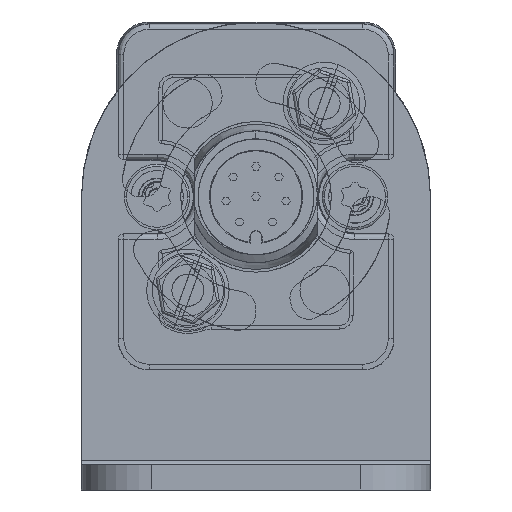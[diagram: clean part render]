
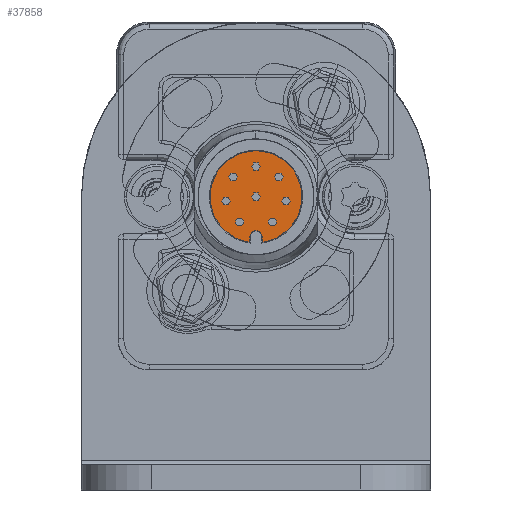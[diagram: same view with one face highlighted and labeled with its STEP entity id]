
A CAD part, left-side view. The second image highlights one B-rep face of the part: STEP entity #37858.
In plain terms, the highlighted planar face has unit normal (-1, 0, 0).
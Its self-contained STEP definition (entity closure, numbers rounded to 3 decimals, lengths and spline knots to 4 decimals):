
#19014=CARTESIAN_POINT('',(-219.6942,-8.095,3.0572));
#19021=CARTESIAN_POINT('',(-219.6942,-7.515,7.217));
#19022=DIRECTION('',(-1.,0.,0.));
#19023=DIRECTION('',(0.,-0.138,-0.99));
#19024=AXIS2_PLACEMENT_3D('',#19021,#19022,#19023);
#19026=CARTESIAN_POINT('',(-219.6942,-6.935,3.0572));
#19033=DIRECTION('',(0.,0.,-1.));
#19034=VECTOR('',#19033,0.5298);
#19035=CARTESIAN_POINT('',(-219.6942,-6.935,3.587));
#19036=LINE('',#19035,#19034);
#19037=DIRECTION('',(0.,0.,1.));
#19038=VECTOR('',#19037,0.5298);
#19039=CARTESIAN_POINT('',(-219.6942,-8.095,3.0572));
#19040=LINE('',#19039,#19038);
#19041=CARTESIAN_POINT('',(-219.6942,-7.515,3.587));
#19042=DIRECTION('',(-1.,0.,0.));
#19043=DIRECTION('',(0.,-1.,0.));
#19044=AXIS2_PLACEMENT_3D('',#19041,#19042,#19043);
#19046=CARTESIAN_POINT('',(-219.6942,-6.0173,4.9107));
#19047=DIRECTION('',(-1.,0.,0.));
#19048=DIRECTION('',(0.,1.,0.));
#19049=AXIS2_PLACEMENT_3D('',#19046,#19047,#19048);
#19051=CARTESIAN_POINT('',(-219.6942,-6.0173,4.9107));
#19052=DIRECTION('',(-1.,0.,0.));
#19053=DIRECTION('',(0.,-1.,0.));
#19054=AXIS2_PLACEMENT_3D('',#19051,#19052,#19053);
#19056=CARTESIAN_POINT('',(-219.6942,-4.7918,6.8343));
#19057=DIRECTION('',(-1.,0.,0.));
#19058=DIRECTION('',(0.,1.,0.));
#19059=AXIS2_PLACEMENT_3D('',#19056,#19057,#19058);
#19061=CARTESIAN_POINT('',(-219.6942,-4.7918,6.8343));
#19062=DIRECTION('',(-1.,0.,0.));
#19063=DIRECTION('',(0.,-1.,0.));
#19064=AXIS2_PLACEMENT_3D('',#19061,#19062,#19063);
#19066=CARTESIAN_POINT('',(-219.6942,-5.4396,9.0212));
#19067=DIRECTION('',(-1.,0.,0.));
#19068=DIRECTION('',(0.,1.,0.));
#19069=AXIS2_PLACEMENT_3D('',#19066,#19067,#19068);
#19071=CARTESIAN_POINT('',(-219.6942,-5.4396,9.0212));
#19072=DIRECTION('',(-1.,0.,0.));
#19073=DIRECTION('',(0.,-1.,0.));
#19074=AXIS2_PLACEMENT_3D('',#19071,#19072,#19073);
#19076=CARTESIAN_POINT('',(-219.6942,-9.0128,4.9107));
#19077=DIRECTION('',(-1.,0.,0.));
#19078=DIRECTION('',(0.,1.,0.));
#19079=AXIS2_PLACEMENT_3D('',#19076,#19077,#19078);
#19081=CARTESIAN_POINT('',(-219.6942,-9.0128,4.9107));
#19082=DIRECTION('',(-1.,0.,0.));
#19083=DIRECTION('',(0.,-1.,0.));
#19084=AXIS2_PLACEMENT_3D('',#19081,#19082,#19083);
#19086=CARTESIAN_POINT('',(-219.6942,-10.2383,6.8343));
#19087=DIRECTION('',(-1.,0.,0.));
#19088=DIRECTION('',(0.,1.,0.));
#19089=AXIS2_PLACEMENT_3D('',#19086,#19087,#19088);
#19091=CARTESIAN_POINT('',(-219.6942,-10.2383,6.8343));
#19092=DIRECTION('',(-1.,0.,0.));
#19093=DIRECTION('',(0.,-1.,0.));
#19094=AXIS2_PLACEMENT_3D('',#19091,#19092,#19093);
#19096=CARTESIAN_POINT('',(-219.6942,-7.515,9.967));
#19097=DIRECTION('',(-1.,0.,0.));
#19098=DIRECTION('',(0.,1.,0.));
#19099=AXIS2_PLACEMENT_3D('',#19096,#19097,#19098);
#19101=CARTESIAN_POINT('',(-219.6942,-7.515,9.967));
#19102=DIRECTION('',(-1.,0.,0.));
#19103=DIRECTION('',(0.,-1.,0.));
#19104=AXIS2_PLACEMENT_3D('',#19101,#19102,#19103);
#19106=CARTESIAN_POINT('',(-219.6942,-7.515,7.217));
#19107=DIRECTION('',(-1.,0.,0.));
#19108=DIRECTION('',(0.,1.,0.));
#19109=AXIS2_PLACEMENT_3D('',#19106,#19107,#19108);
#19111=CARTESIAN_POINT('',(-219.6942,-7.515,7.217));
#19112=DIRECTION('',(-1.,0.,0.));
#19113=DIRECTION('',(0.,-1.,0.));
#19114=AXIS2_PLACEMENT_3D('',#19111,#19112,#19113);
#19116=CARTESIAN_POINT('',(-219.6942,-9.5905,9.0212));
#19117=DIRECTION('',(-1.,0.,0.));
#19118=DIRECTION('',(0.,1.,0.));
#19119=AXIS2_PLACEMENT_3D('',#19116,#19117,#19118);
#19121=CARTESIAN_POINT('',(-219.6942,-9.5905,9.0212));
#19122=DIRECTION('',(-1.,0.,0.));
#19123=DIRECTION('',(0.,-1.,0.));
#19124=AXIS2_PLACEMENT_3D('',#19121,#19122,#19123);
#20504=CARTESIAN_POINT('',(-219.6942,-5.6173,4.9107));
#20505=CARTESIAN_POINT('',(-219.6942,-6.4173,4.9107));
#20506=VERTEX_POINT('',#20504);
#20507=VERTEX_POINT('',#20505);
#20508=CARTESIAN_POINT('',(-219.6942,-4.3918,6.8343));
#20509=CARTESIAN_POINT('',(-219.6942,-5.1918,6.8343));
#20510=VERTEX_POINT('',#20508);
#20511=VERTEX_POINT('',#20509);
#20512=CARTESIAN_POINT('',(-219.6942,-5.0396,9.0212));
#20513=CARTESIAN_POINT('',(-219.6942,-5.8396,9.0212));
#20514=VERTEX_POINT('',#20512);
#20515=VERTEX_POINT('',#20513);
#20666=VERTEX_POINT('',#19026);
#20668=VERTEX_POINT('',#19014);
#20674=CARTESIAN_POINT('',(-219.6942,-6.935,3.587));
#20675=VERTEX_POINT('',#20674);
#20676=CARTESIAN_POINT('',(-219.6942,-8.095,3.587));
#20677=VERTEX_POINT('',#20676);
#20678=CARTESIAN_POINT('',(-219.6942,-7.115,9.967));
#20679=CARTESIAN_POINT('',(-219.6942,-7.915,9.967));
#20680=VERTEX_POINT('',#20678);
#20681=VERTEX_POINT('',#20679);
#20682=CARTESIAN_POINT('',(-219.6942,-7.115,7.217));
#20683=CARTESIAN_POINT('',(-219.6942,-7.915,7.217));
#20684=VERTEX_POINT('',#20682);
#20685=VERTEX_POINT('',#20683);
#20686=CARTESIAN_POINT('',(-219.6942,-9.1905,9.0212));
#20687=CARTESIAN_POINT('',(-219.6942,-9.9905,9.0212));
#20688=VERTEX_POINT('',#20686);
#20689=VERTEX_POINT('',#20687);
#20734=CARTESIAN_POINT('',(-219.6942,-8.6128,4.9107));
#20735=CARTESIAN_POINT('',(-219.6942,-9.4128,4.9107));
#20736=VERTEX_POINT('',#20734);
#20737=VERTEX_POINT('',#20735);
#20738=CARTESIAN_POINT('',(-219.6942,-9.8383,6.8343));
#20739=CARTESIAN_POINT('',(-219.6942,-10.6383,6.8343));
#20740=VERTEX_POINT('',#20738);
#20741=VERTEX_POINT('',#20739);
#37797=CARTESIAN_POINT('',(-219.6942,-7.515,7.217));
#37798=DIRECTION('',(-1.,0.,0.));
#37799=DIRECTION('',(0.,0.,1.));
#37800=AXIS2_PLACEMENT_3D('',#37797,#37798,#37799);
#37801=PLANE('',#37800);
#37803=ORIENTED_EDGE('',*,*,#37802,.T.);
#37804=ORIENTED_EDGE('',*,*,#37776,.F.);
#37805=ORIENTED_EDGE('',*,*,#37788,.T.);
#37807=ORIENTED_EDGE('',*,*,#37806,.T.);
#37808=EDGE_LOOP('',(#37803,#37804,#37805,#37807));
#37809=FACE_OUTER_BOUND('',#37808,.F.);
#37811=ORIENTED_EDGE('',*,*,#37810,.T.);
#37813=ORIENTED_EDGE('',*,*,#37812,.T.);
#37814=EDGE_LOOP('',(#37811,#37813));
#37815=FACE_BOUND('',#37814,.F.);
#37817=ORIENTED_EDGE('',*,*,#37816,.T.);
#37819=ORIENTED_EDGE('',*,*,#37818,.T.);
#37820=EDGE_LOOP('',(#37817,#37819));
#37821=FACE_BOUND('',#37820,.F.);
#37823=ORIENTED_EDGE('',*,*,#37822,.T.);
#37825=ORIENTED_EDGE('',*,*,#37824,.T.);
#37826=EDGE_LOOP('',(#37823,#37825));
#37827=FACE_BOUND('',#37826,.F.);
#37829=ORIENTED_EDGE('',*,*,#37828,.T.);
#37831=ORIENTED_EDGE('',*,*,#37830,.T.);
#37832=EDGE_LOOP('',(#37829,#37831));
#37833=FACE_BOUND('',#37832,.F.);
#37835=ORIENTED_EDGE('',*,*,#37834,.T.);
#37837=ORIENTED_EDGE('',*,*,#37836,.T.);
#37838=EDGE_LOOP('',(#37835,#37837));
#37839=FACE_BOUND('',#37838,.F.);
#37841=ORIENTED_EDGE('',*,*,#37840,.T.);
#37843=ORIENTED_EDGE('',*,*,#37842,.T.);
#37844=EDGE_LOOP('',(#37841,#37843));
#37845=FACE_BOUND('',#37844,.F.);
#37847=ORIENTED_EDGE('',*,*,#37846,.T.);
#37849=ORIENTED_EDGE('',*,*,#37848,.T.);
#37850=EDGE_LOOP('',(#37847,#37849));
#37851=FACE_BOUND('',#37850,.F.);
#37853=ORIENTED_EDGE('',*,*,#37852,.T.);
#37855=ORIENTED_EDGE('',*,*,#37854,.T.);
#37856=EDGE_LOOP('',(#37853,#37855));
#37857=FACE_BOUND('',#37856,.F.);
#37858=ADVANCED_FACE('',(#37809,#37815,#37821,#37827,#37833,#37839,#37845,
#37851,#37857),#37801,.T.);
#19025=CIRCLE('',#19024,4.2);
#19045=CIRCLE('',#19044,0.58);
#19050=CIRCLE('',#19049,0.4);
#19055=CIRCLE('',#19054,0.4);
#19060=CIRCLE('',#19059,0.4);
#19065=CIRCLE('',#19064,0.4);
#19070=CIRCLE('',#19069,0.4);
#19075=CIRCLE('',#19074,0.4);
#19080=CIRCLE('',#19079,0.4);
#19085=CIRCLE('',#19084,0.4);
#19090=CIRCLE('',#19089,0.4);
#19095=CIRCLE('',#19094,0.4);
#19100=CIRCLE('',#19099,0.4);
#19105=CIRCLE('',#19104,0.4);
#19110=CIRCLE('',#19109,0.4);
#19115=CIRCLE('',#19114,0.4);
#19120=CIRCLE('',#19119,0.4);
#19125=CIRCLE('',#19124,0.4);
#37776=EDGE_CURVE('',#20668,#20666,#19025,.T.);
#37788=EDGE_CURVE('',#20668,#20677,#19040,.T.);
#37802=EDGE_CURVE('',#20675,#20666,#19036,.T.);
#37806=EDGE_CURVE('',#20677,#20675,#19045,.T.);
#37810=EDGE_CURVE('',#20506,#20507,#19050,.T.);
#37812=EDGE_CURVE('',#20507,#20506,#19055,.T.);
#37816=EDGE_CURVE('',#20510,#20511,#19060,.T.);
#37818=EDGE_CURVE('',#20511,#20510,#19065,.T.);
#37822=EDGE_CURVE('',#20514,#20515,#19070,.T.);
#37824=EDGE_CURVE('',#20515,#20514,#19075,.T.);
#37828=EDGE_CURVE('',#20736,#20737,#19080,.T.);
#37830=EDGE_CURVE('',#20737,#20736,#19085,.T.);
#37834=EDGE_CURVE('',#20740,#20741,#19090,.T.);
#37836=EDGE_CURVE('',#20741,#20740,#19095,.T.);
#37840=EDGE_CURVE('',#20680,#20681,#19100,.T.);
#37842=EDGE_CURVE('',#20681,#20680,#19105,.T.);
#37846=EDGE_CURVE('',#20684,#20685,#19110,.T.);
#37848=EDGE_CURVE('',#20685,#20684,#19115,.T.);
#37852=EDGE_CURVE('',#20688,#20689,#19120,.T.);
#37854=EDGE_CURVE('',#20689,#20688,#19125,.T.);
